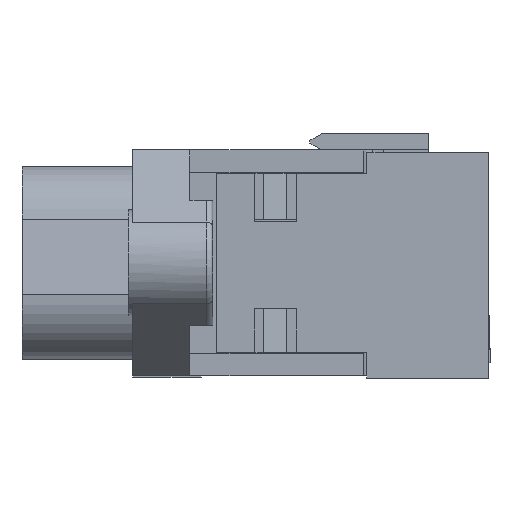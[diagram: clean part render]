
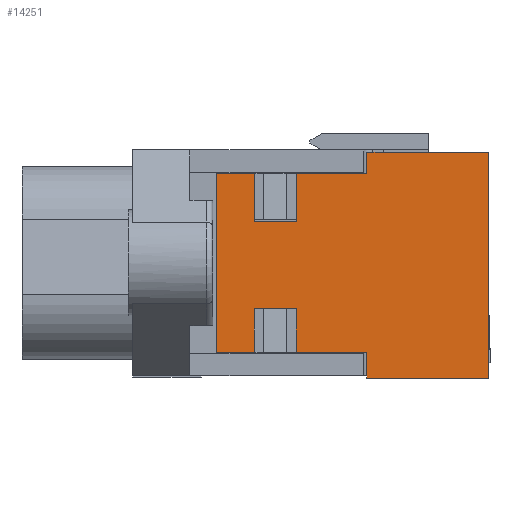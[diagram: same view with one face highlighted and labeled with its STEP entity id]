
A CAD part, left-side view. The second image highlights one B-rep face of the part: STEP entity #14251.
In plain terms, the highlighted planar face has unit normal (-1, 0, 0).
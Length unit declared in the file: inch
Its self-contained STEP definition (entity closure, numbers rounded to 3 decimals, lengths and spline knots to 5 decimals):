
#1310=FACE_OUTER_BOUND('',#2071,.T.);
#2071=EDGE_LOOP('',(#12059,#12060,#12061,#12062,#12063,#12064,#12065,#12066,
#12067,#12068,#12069,#12070,#12071,#12072,#12073,#12074));
#3452=LINE('',#22649,#5192);
#3456=LINE('',#22656,#5196);
#3462=LINE('',#22670,#5202);
#3467=LINE('',#22680,#5207);
#3474=LINE('',#22694,#5214);
#3482=LINE('',#22709,#5222);
#3485=LINE('',#22715,#5225);
#3486=LINE('',#22717,#5226);
#3495=LINE('',#22736,#5235);
#3502=LINE('',#22750,#5242);
#3506=LINE('',#22756,#5246);
#3509=LINE('',#22762,#5249);
#3512=LINE('',#22768,#5252);
#3513=LINE('',#22771,#5253);
#3521=LINE('',#22785,#5261);
#3522=LINE('',#22786,#5262);
#5192=VECTOR('',#18387,0.3937);
#5196=VECTOR('',#18393,0.3937);
#5202=VECTOR('',#18403,0.3937);
#5207=VECTOR('',#18412,0.3937);
#5214=VECTOR('',#18425,0.3937);
#5222=VECTOR('',#18439,0.3937);
#5225=VECTOR('',#18444,0.3937);
#5226=VECTOR('',#18447,0.3937);
#5235=VECTOR('',#18462,0.3937);
#5242=VECTOR('',#18475,0.3937);
#5246=VECTOR('',#18483,0.3937);
#5249=VECTOR('',#18488,0.3937);
#5252=VECTOR('',#18493,0.3937);
#5253=VECTOR('',#18496,0.3937);
#5261=VECTOR('',#18506,0.3937);
#5262=VECTOR('',#18507,0.3937);
#6687=VERTEX_POINT('',#22646);
#6688=VERTEX_POINT('',#22648);
#6690=VERTEX_POINT('',#22654);
#6695=VERTEX_POINT('',#22667);
#6696=VERTEX_POINT('',#22669);
#6699=VERTEX_POINT('',#22679);
#6703=VERTEX_POINT('',#22693);
#6707=VERTEX_POINT('',#22707);
#6709=VERTEX_POINT('',#22713);
#6715=VERTEX_POINT('',#22733);
#6716=VERTEX_POINT('',#22735);
#6720=VERTEX_POINT('',#22749);
#6722=VERTEX_POINT('',#22760);
#6724=VERTEX_POINT('',#22766);
#6725=VERTEX_POINT('',#22770);
#6730=VERTEX_POINT('',#22784);
#8507=EDGE_CURVE('',#6687,#6688,#3452,.T.);
#8511=EDGE_CURVE('',#6687,#6690,#3456,.T.);
#8517=EDGE_CURVE('',#6696,#6695,#3462,.T.);
#8522=EDGE_CURVE('',#6699,#6696,#3467,.T.);
#8529=EDGE_CURVE('',#6703,#6699,#3474,.T.);
#8537=EDGE_CURVE('',#6695,#6707,#3482,.T.);
#8540=EDGE_CURVE('',#6707,#6709,#3485,.T.);
#8541=EDGE_CURVE('',#6709,#6688,#3486,.T.);
#8550=EDGE_CURVE('',#6716,#6715,#3495,.T.);
#8557=EDGE_CURVE('',#6720,#6716,#3502,.T.);
#8561=EDGE_CURVE('',#6690,#6720,#3506,.T.);
#8564=EDGE_CURVE('',#6715,#6722,#3509,.T.);
#8567=EDGE_CURVE('',#6722,#6724,#3512,.T.);
#8568=EDGE_CURVE('',#6725,#6703,#3513,.T.);
#8576=EDGE_CURVE('',#6730,#6724,#3521,.T.);
#8577=EDGE_CURVE('',#6730,#6725,#3522,.T.);
#12059=ORIENTED_EDGE('',*,*,#8529,.T.);
#12060=ORIENTED_EDGE('',*,*,#8522,.T.);
#12061=ORIENTED_EDGE('',*,*,#8517,.T.);
#12062=ORIENTED_EDGE('',*,*,#8537,.T.);
#12063=ORIENTED_EDGE('',*,*,#8540,.T.);
#12064=ORIENTED_EDGE('',*,*,#8541,.T.);
#12065=ORIENTED_EDGE('',*,*,#8507,.F.);
#12066=ORIENTED_EDGE('',*,*,#8511,.T.);
#12067=ORIENTED_EDGE('',*,*,#8561,.T.);
#12068=ORIENTED_EDGE('',*,*,#8557,.T.);
#12069=ORIENTED_EDGE('',*,*,#8550,.T.);
#12070=ORIENTED_EDGE('',*,*,#8564,.T.);
#12071=ORIENTED_EDGE('',*,*,#8567,.T.);
#12072=ORIENTED_EDGE('',*,*,#8576,.F.);
#12073=ORIENTED_EDGE('',*,*,#8577,.T.);
#12074=ORIENTED_EDGE('',*,*,#8568,.T.);
#13522=PLANE('',#15428);
#14251=ADVANCED_FACE('',(#1310),#13522,.T.);
#15428=AXIS2_PLACEMENT_3D('',#22783,#18504,#18505);
#18387=DIRECTION('',(0.,0.,-1.));
#18393=DIRECTION('',(0.,1.,0.));
#18403=DIRECTION('',(0.,0.,1.));
#18412=DIRECTION('',(0.,-1.,0.));
#18425=DIRECTION('',(0.,0.,1.));
#18439=DIRECTION('',(0.,-1.,0.));
#18444=DIRECTION('',(0.,0.,-1.));
#18447=DIRECTION('',(0.,-1.,0.));
#18462=DIRECTION('',(0.,0.,1.));
#18475=DIRECTION('',(0.,1.,0.));
#18483=DIRECTION('',(0.,0.,-1.));
#18488=DIRECTION('',(0.,1.,0.));
#18493=DIRECTION('',(0.,0.,1.));
#18496=DIRECTION('',(0.,-1.,0.));
#18504=DIRECTION('center_axis',(-1.,0.,0.));
#18505=DIRECTION('ref_axis',(0.,0.,-1.));
#18506=DIRECTION('',(0.,-1.,0.));
#18507=DIRECTION('',(0.,0.,-1.));
#22646=CARTESIAN_POINT('',(-0.381,-0.595,0.1912));
#22648=CARTESIAN_POINT('',(-0.381,-0.595,-0.2008));
#22649=CARTESIAN_POINT('',(-0.381,-0.595,-0.247));
#22654=CARTESIAN_POINT('',(-0.381,-0.51159,0.1912));
#22656=CARTESIAN_POINT('',(-0.381,-0.25579,0.1912));
#22667=CARTESIAN_POINT('',(-0.381,-0.41959,-0.095));
#22669=CARTESIAN_POINT('',(-0.381,-0.41959,-0.2008));
#22670=CARTESIAN_POINT('',(-0.381,-0.41959,0.076));
#22679=CARTESIAN_POINT('',(-0.381,-0.265,-0.2008));
#22680=CARTESIAN_POINT('',(-0.381,-0.20979,-0.2008));
#22693=CARTESIAN_POINT('',(-0.381,-0.265,-0.247));
#22694=CARTESIAN_POINT('',(-0.381,-0.265,0.0231));
#22707=CARTESIAN_POINT('',(-0.381,-0.51159,-0.095));
#22709=CARTESIAN_POINT('',(-0.381,-0.25579,-0.095));
#22713=CARTESIAN_POINT('',(-0.381,-0.51159,-0.2008));
#22715=CARTESIAN_POINT('',(-0.381,-0.51159,0.0231));
#22717=CARTESIAN_POINT('',(-0.381,-0.2975,-0.2008));
#22733=CARTESIAN_POINT('',(-0.381,-0.41959,0.1912));
#22735=CARTESIAN_POINT('',(-0.381,-0.41959,0.095));
#22736=CARTESIAN_POINT('',(-0.381,-0.41959,0.2191));
#22749=CARTESIAN_POINT('',(-0.381,-0.51159,0.095));
#22750=CARTESIAN_POINT('',(-0.381,-0.20979,0.095));
#22756=CARTESIAN_POINT('',(-0.381,-0.51159,0.171));
#22760=CARTESIAN_POINT('',(-0.381,-0.265,0.1912));
#22762=CARTESIAN_POINT('',(-0.381,-0.1325,0.1912));
#22766=CARTESIAN_POINT('',(-0.381,-0.265,0.247));
#22768=CARTESIAN_POINT('',(-0.381,-0.265,0.247));
#22770=CARTESIAN_POINT('',(-0.381,0.,-0.247));
#22771=CARTESIAN_POINT('',(-0.381,0.,-0.247));
#22783=CARTESIAN_POINT('Origin',(-0.381,0.,0.247));
#22784=CARTESIAN_POINT('',(-0.381,0.,0.247));
#22785=CARTESIAN_POINT('',(-0.381,0.,0.247));
#22786=CARTESIAN_POINT('',(-0.381,0.,0.247));
